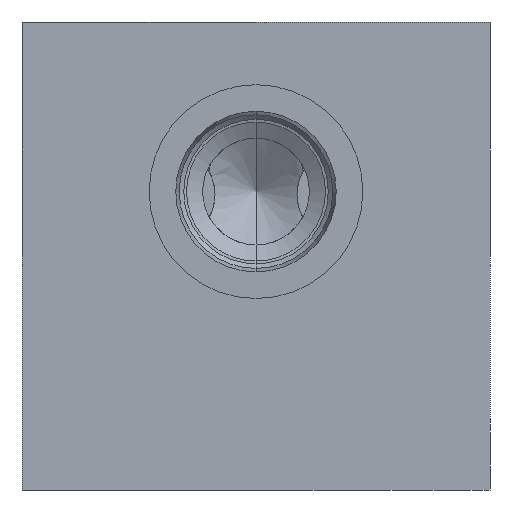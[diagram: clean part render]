
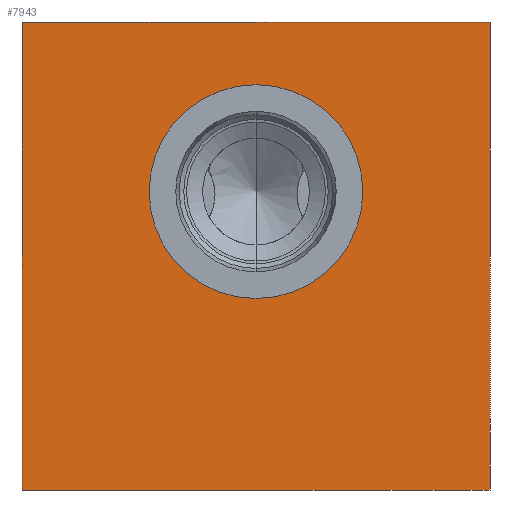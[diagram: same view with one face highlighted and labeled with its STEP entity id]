
A CAD part, left-side view. The second image highlights one B-rep face of the part: STEP entity #7943.
In plain terms, the highlighted planar face has unit normal (-1, 0, 0).
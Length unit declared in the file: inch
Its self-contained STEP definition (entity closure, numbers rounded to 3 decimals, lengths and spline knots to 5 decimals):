
#17=DIRECTION('',(0.,-1.,0.));
#18=VECTOR('',#17,5.);
#19=CARTESIAN_POINT('',(0.,0.,0.));
#20=LINE('',#19,#18);
#1216=DIRECTION('',(0.,-1.,0.));
#1217=VECTOR('',#1216,5.);
#1218=CARTESIAN_POINT('',(0.,0.,5.));
#1219=LINE('',#1218,#1217);
#2779=DIRECTION('',(0.,0.,1.));
#2780=VECTOR('',#2779,5.);
#2781=CARTESIAN_POINT('',(0.,-5.,0.));
#2782=LINE('',#2781,#2780);
#2823=DIRECTION('',(0.,0.,1.));
#2824=VECTOR('',#2823,5.);
#2825=CARTESIAN_POINT('',(0.,0.,0.));
#2826=LINE('',#2825,#2824);
#2827=CARTESIAN_POINT('',(0.,-2.5,3.188));
#2828=DIRECTION('',(1.,0.,0.));
#2829=DIRECTION('',(0.,0.,-1.));
#2830=AXIS2_PLACEMENT_3D('',#2827,#2828,#2829);
#2832=CARTESIAN_POINT('',(0.,-2.5,3.188));
#2833=DIRECTION('',(1.,0.,0.));
#2834=DIRECTION('',(0.,0.,1.));
#2835=AXIS2_PLACEMENT_3D('',#2832,#2833,#2834);
#5396=CARTESIAN_POINT('',(0.,0.,0.));
#5397=CARTESIAN_POINT('',(0.,-5.,0.));
#5398=VERTEX_POINT('',#5396);
#5399=VERTEX_POINT('',#5397);
#5404=CARTESIAN_POINT('',(0.,0.,5.));
#5405=CARTESIAN_POINT('',(0.,-5.,5.));
#5406=VERTEX_POINT('',#5404);
#5407=VERTEX_POINT('',#5405);
#5668=CARTESIAN_POINT('',(0.,-2.5,2.046));
#5670=VERTEX_POINT('',#5668);
#5672=CARTESIAN_POINT('',(0.,-2.5,4.33));
#5674=VERTEX_POINT('',#5672);
#7926=CARTESIAN_POINT('',(0.,0.,0.));
#7927=DIRECTION('',(-1.,0.,0.));
#7928=DIRECTION('',(0.,-1.,0.));
#7929=AXIS2_PLACEMENT_3D('',#7926,#7927,#7928);
#7930=PLANE('',#7929);
#7931=ORIENTED_EDGE('',*,*,#6106,.F.);
#7932=ORIENTED_EDGE('',*,*,#7829,.T.);
#7933=ORIENTED_EDGE('',*,*,#6768,.T.);
#7934=ORIENTED_EDGE('',*,*,#7897,.F.);
#7935=EDGE_LOOP('',(#7931,#7932,#7933,#7934));
#7936=FACE_OUTER_BOUND('',#7935,.F.);
#7938=ORIENTED_EDGE('',*,*,#7937,.F.);
#7940=ORIENTED_EDGE('',*,*,#7939,.F.);
#7941=EDGE_LOOP('',(#7938,#7940));
#7942=FACE_BOUND('',#7941,.F.);
#7943=ADVANCED_FACE('',(#7936,#7942),#7930,.T.);
#2831=CIRCLE('',#2830,1.142);
#2836=CIRCLE('',#2835,1.142);
#6106=EDGE_CURVE('',#5398,#5399,#20,.T.);
#6768=EDGE_CURVE('',#5406,#5407,#1219,.T.);
#7829=EDGE_CURVE('',#5398,#5406,#2826,.T.);
#7897=EDGE_CURVE('',#5399,#5407,#2782,.T.);
#7937=EDGE_CURVE('',#5670,#5674,#2831,.T.);
#7939=EDGE_CURVE('',#5674,#5670,#2836,.T.);
